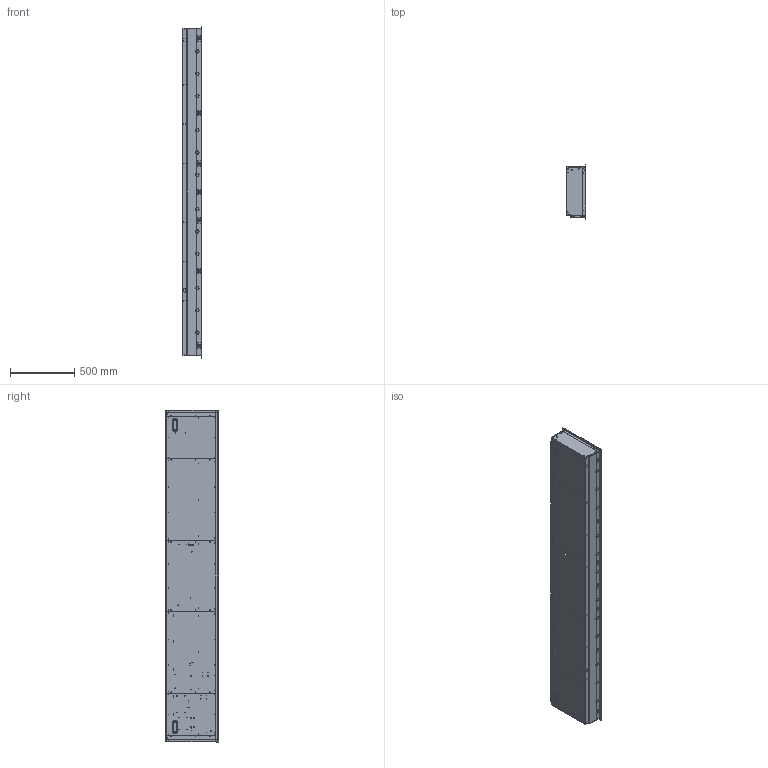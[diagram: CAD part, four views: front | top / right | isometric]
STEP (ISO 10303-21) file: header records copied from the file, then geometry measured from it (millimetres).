
FILE_DESCRIPTION (( 'STEP AP214' ), '1' );
FILE_NAME ('Ignite evolve 100 (EVO 2500)_defeature.STEP', '2024-07-18T13:49:06', ( '' ), ( '' ), 'SwSTEP 2.0', 'SolidWorks 2023', '' );
FILE_SCHEMA (( 'AUTOMOTIVE_DESIGN' ));
Length unit declared in the file: millimetre
Products named in the file (1): Ignite evolve 100 (EVO 2500)_defeature
Bounding box: 147.95 x 418.77 x 2576.2 mm (x, y, z)
Surface area: 4470671.3 mm2 (no closed solid volume)
Topology: 0 solids, 17 shells, 411 faces, 2292 edges, 1802 vertices
Faces by surface type: cylinder 180, plane 156, torus 49, cone 26
Entity records: 28753 total; most frequent: CARTESIAN_POINT 5615, DIRECTION 4031, ORIENTED_EDGE 3057, EDGE_CURVE 2292, VERTEX_POINT 1802, AXIS2_PLACEMENT_3D 1452, LINE 1127, VECTOR 1127
